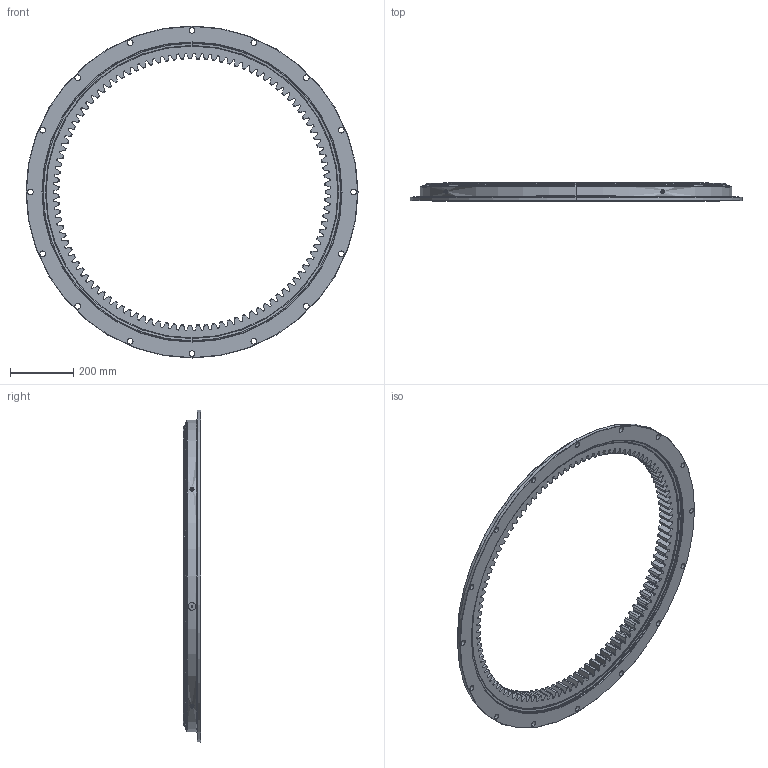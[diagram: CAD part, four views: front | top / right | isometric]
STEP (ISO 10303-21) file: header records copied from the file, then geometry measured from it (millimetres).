
FILE_DESCRIPTION (( 'STEP AP214' ), '1' );
FILE_NAME ('0028363.step', '2022-02-25T09:56:36', ( '' ), ( '' ), 'SwSTEP 2.0', 'SolidWorks 2020', '' );
FILE_SCHEMA (( 'AUTOMOTIVE_DESIGN' ));
Length unit declared in the file: millimetre
Products named in the file (1): 0028363
Bounding box: 1048 x 56 x 1048 mm (x, y, z)
Volume: 8463881.7 mm3; surface area: 1632790 mm2
Topology: 6 solids, 6 shells, 1269 faces, 3566 edges, 2302 vertices
Faces by surface type: cylinder 507, plane 386, cone 312, bspline 64
Entity records: 43270 total; most frequent: CARTESIAN_POINT 10636, ORIENTED_EDGE 7036, DIRECTION 6783, EDGE_CURVE 3518, AXIS2_PLACEMENT_3D 2561, VERTEX_POINT 2302, LINE 1661, VECTOR 1661
